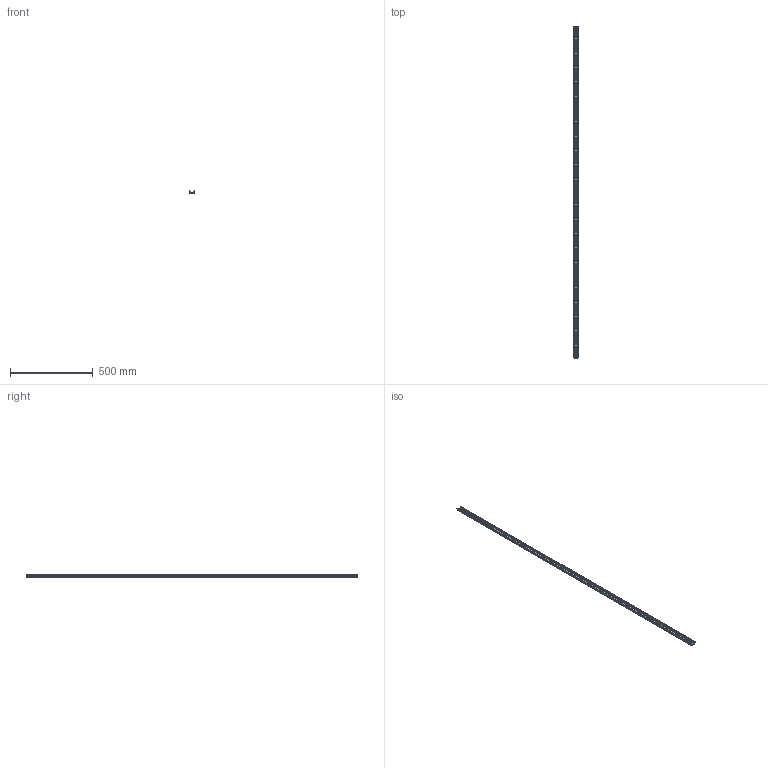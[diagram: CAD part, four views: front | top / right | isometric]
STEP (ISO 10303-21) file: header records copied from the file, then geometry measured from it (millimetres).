
FILE_DESCRIPTION(/* description */ ('Hutschiene mit Lochbild G01'),/* implementation_level */ '2;1');
FILE_NAME(/* name */ '2095.0_TS_35X15_GL.stp',/* time_stamp */ '2023-11-28T07:52:58+01:00',/* author */ ('Bettina.Cossmann'),/* organization */ (''),/* preprocessor_version */ 'ST-DEVELOPER v19.2',/* originating_system */ 'Autodesk Inventor 2023',/* authorisation */ '');
FILE_SCHEMA (('AUTOMOTIVE_DESIGN { 1 0 10303 214 3 1 1 }'));
Length unit declared in the file: millimetre
Products named in the file (1): 2095.0_TS_35X15_GL
Bounding box: 35 x 2000 x 15 mm (x, y, z)
Volume: 163554.9 mm3; surface area: 230031 mm2
Topology: 1 solids, 1 shells, 344 faces, 1026 edges, 684 vertices
Faces by surface type: plane 176, cylinder 168
Entity records: 12009 total; most frequent: CARTESIAN_POINT 2055, ORIENTED_EDGE 2052, DIRECTION 2052, EDGE_CURVE 1026, LINE 690, VECTOR 690, VERTEX_POINT 684, AXIS2_PLACEMENT_3D 681
